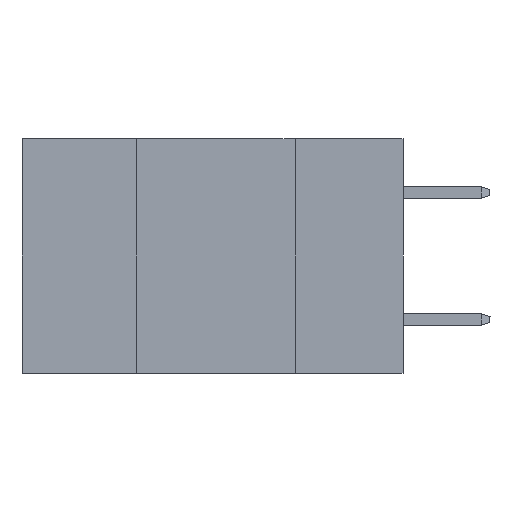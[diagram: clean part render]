
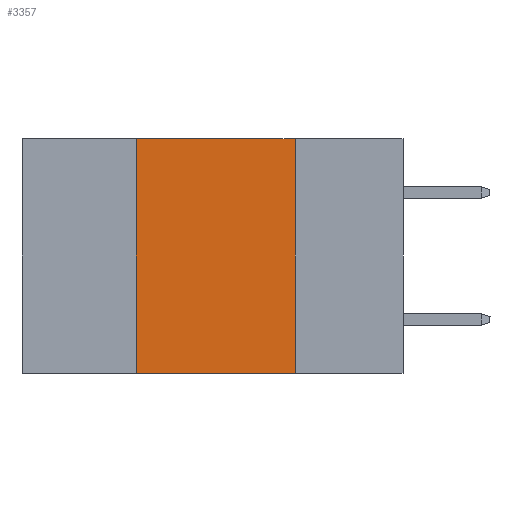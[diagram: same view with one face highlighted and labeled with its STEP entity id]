
A CAD part, left-side view. The second image highlights one B-rep face of the part: STEP entity #3357.
In plain terms, the highlighted planar face has unit normal (-1, 0, 0).
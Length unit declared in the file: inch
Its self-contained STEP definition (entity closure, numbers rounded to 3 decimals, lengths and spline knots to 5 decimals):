
#728 = ORIENTED_EDGE ( 'NONE', *, *, #737, .F. ) ;
#737 = EDGE_CURVE ( 'NONE', #9860, #3033, #3022, .T. ) ;
#1467 = CARTESIAN_POINT ( 'NONE',  ( 0., 0.17, 0. ) ) ;
#3002 = ORIENTED_EDGE ( 'NONE', *, *, #12517, .T. ) ;
#3022 = LINE ( 'NONE', #11350, #5912 ) ;
#3033 = VERTEX_POINT ( 'NONE', #1467 ) ;
#3357 = ADVANCED_FACE ( 'NONE', ( #19914 ), #16599, .F. ) ;
#4131 = CARTESIAN_POINT ( 'NONE',  ( 0., 0.6, 0. ) ) ;
#5802 = DIRECTION ( 'NONE',  ( 0., 0., 1. ) ) ;
#5832 = CARTESIAN_POINT ( 'NONE',  ( 0., 0.42, 0. ) ) ;
#5912 = VECTOR ( 'NONE', #13099, 39.37008 ) ;
#5980 = LINE ( 'NONE', #16482, #7440 ) ;
#6650 = EDGE_CURVE ( 'NONE', #3033, #11297, #19955, .T. ) ;
#6747 = EDGE_LOOP ( 'NONE', ( #11657, #728, #12926, #3002 ) ) ;
#7440 = VECTOR ( 'NONE', #10062, 39.37008 ) ;
#9475 = CARTESIAN_POINT ( 'NONE',  ( 0., 0.42, 0. ) ) ;
#9813 = CARTESIAN_POINT ( 'NONE',  ( 0., 0.17, 0. ) ) ;
#9860 = VERTEX_POINT ( 'NONE', #5832 ) ;
#10062 = DIRECTION ( 'NONE',  ( 0., -1., 0. ) ) ;
#10540 = EDGE_CURVE ( 'NONE', #18435, #9860, #11418, .T. ) ;
#11045 = VECTOR ( 'NONE', #5802, 39.37008 ) ;
#11152 = DIRECTION ( 'NONE',  ( 0., 0., -1. ) ) ;
#11262 = DIRECTION ( 'NONE',  ( 1., 0., 0. ) ) ;
#11297 = VERTEX_POINT ( 'NONE', #13307 ) ;
#11322 = VECTOR ( 'NONE', #22133, 39.37008 ) ;
#11350 = CARTESIAN_POINT ( 'NONE',  ( 0., 0.6, 0. ) ) ;
#11418 = LINE ( 'NONE', #9475, #11045 ) ;
#11657 = ORIENTED_EDGE ( 'NONE', *, *, #6650, .F. ) ;
#12517 = EDGE_CURVE ( 'NONE', #18435, #11297, #5980, .T. ) ;
#12926 = ORIENTED_EDGE ( 'NONE', *, *, #10540, .F. ) ;
#13099 = DIRECTION ( 'NONE',  ( 0., -1., 0. ) ) ;
#13307 = CARTESIAN_POINT ( 'NONE',  ( 0., 0.17, -0.37 ) ) ;
#16482 = CARTESIAN_POINT ( 'NONE',  ( 0., 0.6, -0.37 ) ) ;
#16599 = PLANE ( 'NONE',  #17265 ) ;
#17265 = AXIS2_PLACEMENT_3D ( 'NONE', #4131, #11262, #11152 ) ;
#17331 = CARTESIAN_POINT ( 'NONE',  ( 0., 0.42, -0.37 ) ) ;
#18435 = VERTEX_POINT ( 'NONE', #17331 ) ;
#19914 = FACE_OUTER_BOUND ( 'NONE', #6747, .T. ) ;
#19955 = LINE ( 'NONE', #9813, #11322 ) ;
#22133 = DIRECTION ( 'NONE',  ( 0., 0., -1. ) ) ;
